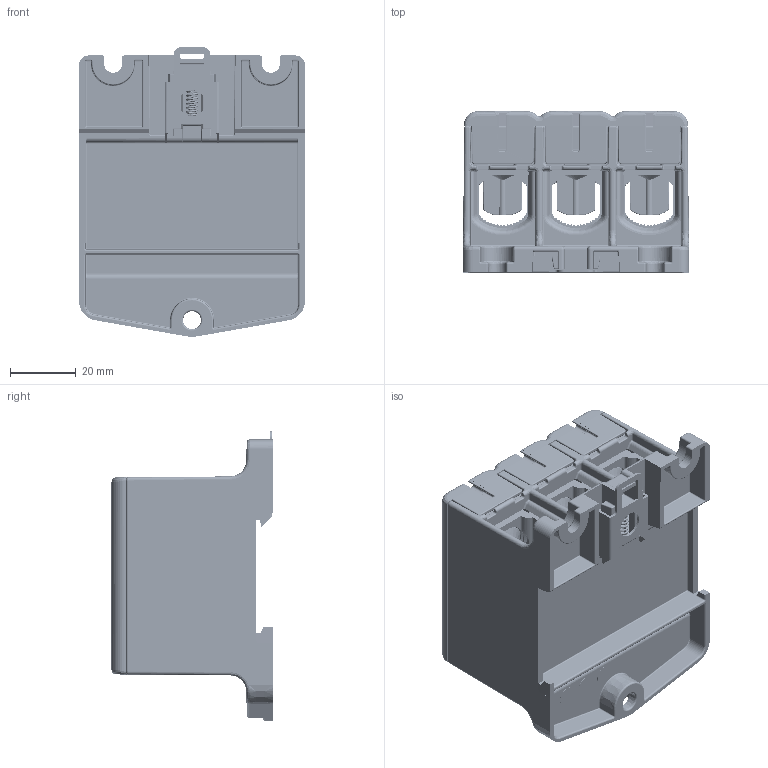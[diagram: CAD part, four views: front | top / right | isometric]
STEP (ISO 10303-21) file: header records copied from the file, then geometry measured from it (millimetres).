
FILE_DESCRIPTION((''),'2;1');
FILE_NAME('PROCUS_KE62-03_ASM','2019-05-28T',('kjell_andersson'),(''),'CREO PARAMETRIC BY PTC INC, 2018070','CREO PARAMETRIC BY PTC INC, 2018070','');
FILE_SCHEMA(('AUTOMOTIVE_DESIGN { 1 0 10303 214 1 1 1 1 }'));
Products named in the file (7): PMR3186; PSK28-1; PTK104; PPK204; PJ54_L10-7; PMR3187; PROCUS_KE62-03_ASM
Assembly tree (13 placements, depth 2):
  PROCUS_KE62-03_ASM
    PMR3186
    PSK28-1  x3
    PTK104  x6
    PPK204
    PJ54_L10-7
    PMR3187
Bounding box: 68.84 x 49 x 88.05 mm (x, y, z)
Volume: 104930.5 mm3; surface area: 98653.2 mm2
Topology: 13 solids, 13 shells, 5393 faces, 13452 edges, 8089 vertices
Faces by surface type: cylinder 2232, plane 1712, bspline 1054, sphere 234, cone 92, torus 67, revolution 2
Entity records: 238535 total; most frequent: CARTESIAN_POINT 99875, ORIENTED_EDGE 23076, DIRECTION 19316, EDGE_CURVE 11538, PRESENTATION_STYLE_ASSIGNMENT 10497, STYLED_ITEM 10497, CURVE_STYLE 10495, VERTEX_POINT 6861
